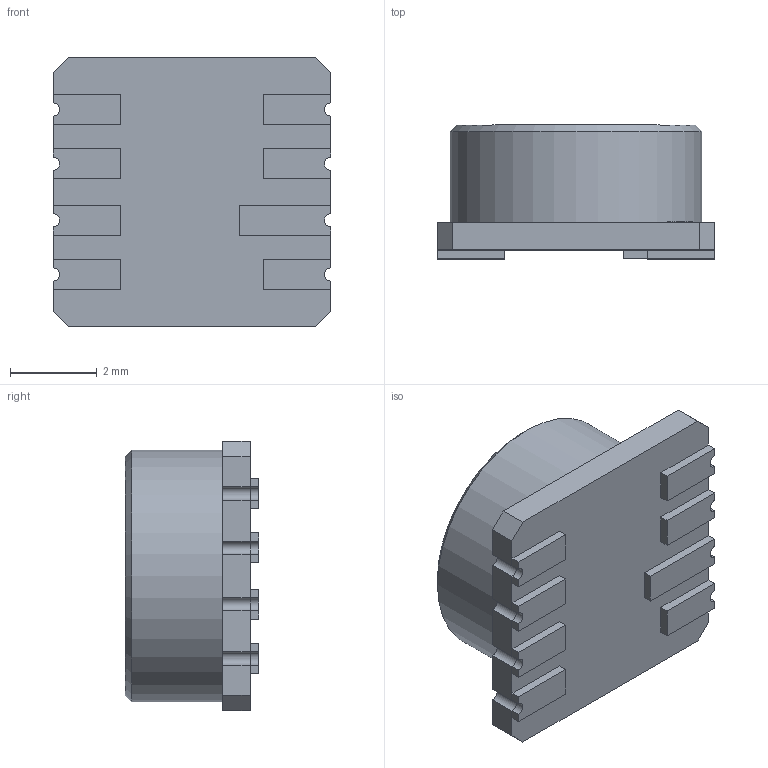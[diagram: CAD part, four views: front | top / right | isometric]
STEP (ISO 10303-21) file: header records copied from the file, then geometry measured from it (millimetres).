
FILE_DESCRIPTION(/* description */ (''),/* implementation_level */ '2;1');
FILE_NAME(/* name */ 'TE Connectivity Sensor Solutions MS5803 v11.step',/* time_stamp */ '2017-06-17T22:50:20+01:00',/* author */ (''),/* organization */ (''),/* preprocessor_version */ 'ST-DEVELOPER v16.13',/* originating_system */ 'Autodesk Translation Framework v6.1.1.50',/* authorisation */ '');
FILE_SCHEMA (('AUTOMOTIVE_DESIGN { 1 0 10303 214 3 1 1 }'));
Length unit declared in the file: millimetre
Products named in the file (1): TE Connectivity Sensor Solutions MS5803 v11
Bounding box: 6.4 x 3.08 x 6.2 mm (x, y, z)
Volume: 77.5 mm3; surface area: 266.1 mm2
Topology: 12 solids, 12 shells, 102 faces, 233 edges, 155 vertices
Faces by surface type: plane 80, cylinder 20, cone 2
Full cylindrical faces by diameter (mm): 0.566 x1, 4.4 x2, 5.8 x1
Entity records: 2855 total; most frequent: CARTESIAN_POINT 483, DIRECTION 474, ORIENTED_EDGE 452, EDGE_CURVE 226, LINE 184, VECTOR 184, VERTEX_POINT 154, AXIS2_PLACEMENT_3D 145
